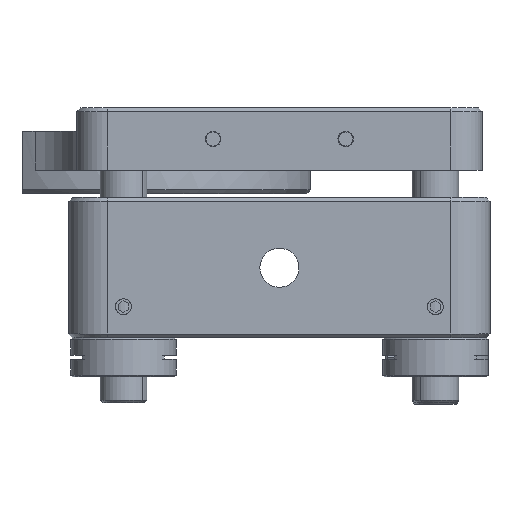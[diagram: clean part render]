
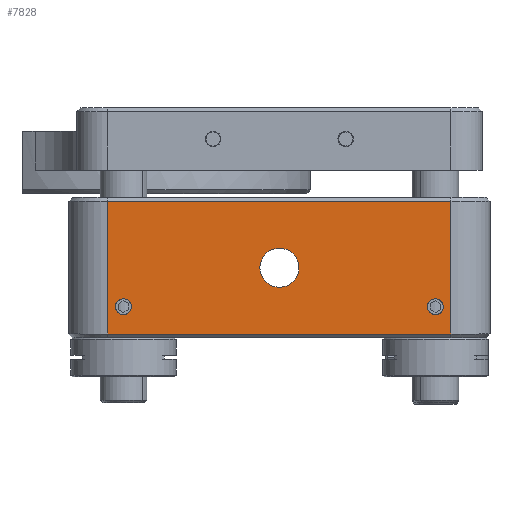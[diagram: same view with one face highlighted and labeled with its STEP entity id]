
A CAD part, front view. The second image highlights one B-rep face of the part: STEP entity #7828.
In plain terms, the highlighted planar face has unit normal (0, -1, 0).
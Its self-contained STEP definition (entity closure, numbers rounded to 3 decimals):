
#96 = CARTESIAN_POINT ( 'NONE',  ( -20., -27., -24.475 ) ) ;
#116 = ORIENTED_EDGE ( 'NONE', *, *, #2326, .F. ) ;
#304 = LINE ( 'NONE', #2331, #6900 ) ;
#506 = AXIS2_PLACEMENT_3D ( 'NONE', #5744, #13927, #2257 ) ;
#627 = CIRCLE ( 'NONE', #7206, 1.025 ) ;
#746 = ORIENTED_EDGE ( 'NONE', *, *, #4179, .T. ) ;
#792 = CARTESIAN_POINT ( 'NONE',  ( -27., -27., -11.5 ) ) ;
#793 = AXIS2_PLACEMENT_3D ( 'NONE', #3056, #8929, #12400 ) ;
#889 = VECTOR ( 'NONE', #5826, 1000. ) ;
#959 = ORIENTED_EDGE ( 'NONE', *, *, #14521, .F. ) ;
#1223 = CARTESIAN_POINT ( 'NONE',  ( -20., -27., -26.525 ) ) ;
#1295 = CARTESIAN_POINT ( 'NONE',  ( -22., -27., -11.5 ) ) ;
#1392 = VERTEX_POINT ( 'NONE', #10329 ) ;
#1744 = CARTESIAN_POINT ( 'NONE',  ( 20., -27., -25.5 ) ) ;
#1848 = ORIENTED_EDGE ( 'NONE', *, *, #3826, .F. ) ;
#1955 = DIRECTION ( 'NONE',  ( -1., 0., 0. ) ) ;
#2072 = VERTEX_POINT ( 'NONE', #8117 ) ;
#2165 = AXIS2_PLACEMENT_3D ( 'NONE', #792, #13797, #9000 ) ;
#2257 = DIRECTION ( 'NONE',  ( -1., 0., 0. ) ) ;
#2326 = EDGE_CURVE ( 'NONE', #11817, #3270, #8826, .T. ) ;
#2331 = CARTESIAN_POINT ( 'NONE',  ( -22., -27., -12. ) ) ;
#2420 = CARTESIAN_POINT ( 'NONE',  ( -20., -27., -25.5 ) ) ;
#2526 = EDGE_CURVE ( 'NONE', #1392, #14717, #4058, .T. ) ;
#2622 = DIRECTION ( 'NONE',  ( 0., -1., 0. ) ) ;
#3056 = CARTESIAN_POINT ( 'NONE',  ( 20., -27., -25.5 ) ) ;
#3270 = VERTEX_POINT ( 'NONE', #96 ) ;
#3387 = CARTESIAN_POINT ( 'NONE',  ( 22., -27., -11.5 ) ) ;
#3823 = CARTESIAN_POINT ( 'NONE',  ( 0., -27., -23. ) ) ;
#3826 = EDGE_CURVE ( 'NONE', #3270, #11817, #7140, .T. ) ;
#4058 = CIRCLE ( 'NONE', #793, 1.025 ) ;
#4158 = LINE ( 'NONE', #3387, #5790 ) ;
#4179 = EDGE_CURVE ( 'NONE', #5731, #12922, #12075, .T. ) ;
#4256 = PLANE ( 'NONE',  #2165 ) ;
#4486 = VERTEX_POINT ( 'NONE', #10268 ) ;
#4990 = FACE_OUTER_BOUND ( 'NONE', #5188, .T. ) ;
#5188 = EDGE_LOOP ( 'NONE', ( #9781, #5405, #6271, #14334 ) ) ;
#5275 = VECTOR ( 'NONE', #11531, 1000. ) ;
#5286 = EDGE_CURVE ( 'NONE', #2072, #13830, #7450, .T. ) ;
#5405 = ORIENTED_EDGE ( 'NONE', *, *, #9879, .T. ) ;
#5549 = FACE_BOUND ( 'NONE', #14884, .T. ) ;
#5706 = DIRECTION ( 'NONE',  ( -1., 0., 0. ) ) ;
#5731 = VERTEX_POINT ( 'NONE', #3823 ) ;
#5744 = CARTESIAN_POINT ( 'NONE',  ( 0., -27., -20.5 ) ) ;
#5790 = VECTOR ( 'NONE', #7931, 1000. ) ;
#5826 = DIRECTION ( 'NONE',  ( 0., 0., -1. ) ) ;
#5905 = AXIS2_PLACEMENT_3D ( 'NONE', #2420, #11637, #10631 ) ;
#6113 = EDGE_CURVE ( 'NONE', #13830, #4486, #4158, .T. ) ;
#6271 = ORIENTED_EDGE ( 'NONE', *, *, #9398, .T. ) ;
#6553 = CARTESIAN_POINT ( 'NONE',  ( 20., -27., -24.475 ) ) ;
#6668 = AXIS2_PLACEMENT_3D ( 'NONE', #10925, #2622, #13065 ) ;
#6855 = CIRCLE ( 'NONE', #506, 2.5 ) ;
#6900 = VECTOR ( 'NONE', #5706, 1000. ) ;
#7093 = VERTEX_POINT ( 'NONE', #14588 ) ;
#7140 = CIRCLE ( 'NONE', #5905, 1.025 ) ;
#7206 = AXIS2_PLACEMENT_3D ( 'NONE', #1744, #7472, #9940 ) ;
#7274 = LINE ( 'NONE', #1295, #889 ) ;
#7450 = LINE ( 'NONE', #13932, #5275 ) ;
#7472 = DIRECTION ( 'NONE',  ( 0., -1., 0. ) ) ;
#7828 = ADVANCED_FACE ( 'NONE', ( #5549, #9937, #8123, #4990 ), #4256, .F. ) ;
#7931 = DIRECTION ( 'NONE',  ( 0., 0., 1. ) ) ;
#8117 = CARTESIAN_POINT ( 'NONE',  ( -22., -27., -29. ) ) ;
#8123 = FACE_BOUND ( 'NONE', #12568, .T. ) ;
#8271 = AXIS2_PLACEMENT_3D ( 'NONE', #10056, #8816, #1955 ) ;
#8816 = DIRECTION ( 'NONE',  ( 0., 1., 0. ) ) ;
#8826 = CIRCLE ( 'NONE', #6668, 1.025 ) ;
#8929 = DIRECTION ( 'NONE',  ( 0., -1., 0. ) ) ;
#9000 = DIRECTION ( 'NONE',  ( -1., 0., 0. ) ) ;
#9398 = EDGE_CURVE ( 'NONE', #7093, #2072, #7274, .T. ) ;
#9781 = ORIENTED_EDGE ( 'NONE', *, *, #6113, .T. ) ;
#9879 = EDGE_CURVE ( 'NONE', #4486, #7093, #304, .T. ) ;
#9937 = FACE_BOUND ( 'NONE', #14264, .T. ) ;
#9940 = DIRECTION ( 'NONE',  ( 0., 0., 1. ) ) ;
#10020 = ORIENTED_EDGE ( 'NONE', *, *, #2526, .F. ) ;
#10056 = CARTESIAN_POINT ( 'NONE',  ( 0., -27., -20.5 ) ) ;
#10268 = CARTESIAN_POINT ( 'NONE',  ( 22., -27., -12. ) ) ;
#10329 = CARTESIAN_POINT ( 'NONE',  ( 20., -27., -26.525 ) ) ;
#10347 = CARTESIAN_POINT ( 'NONE',  ( 22., -27., -29. ) ) ;
#10393 = CARTESIAN_POINT ( 'NONE',  ( 0., -27., -18. ) ) ;
#10631 = DIRECTION ( 'NONE',  ( 0., 0., 1. ) ) ;
#10843 = EDGE_CURVE ( 'NONE', #12922, #5731, #6855, .T. ) ;
#10925 = CARTESIAN_POINT ( 'NONE',  ( -20., -27., -25.5 ) ) ;
#11099 = ORIENTED_EDGE ( 'NONE', *, *, #10843, .T. ) ;
#11531 = DIRECTION ( 'NONE',  ( 1., 0., 0. ) ) ;
#11637 = DIRECTION ( 'NONE',  ( 0., -1., 0. ) ) ;
#11817 = VERTEX_POINT ( 'NONE', #1223 ) ;
#12075 = CIRCLE ( 'NONE', #8271, 2.5 ) ;
#12400 = DIRECTION ( 'NONE',  ( 0., 0., 1. ) ) ;
#12568 = EDGE_LOOP ( 'NONE', ( #746, #11099 ) ) ;
#12922 = VERTEX_POINT ( 'NONE', #10393 ) ;
#13065 = DIRECTION ( 'NONE',  ( 0., 0., 1. ) ) ;
#13797 = DIRECTION ( 'NONE',  ( 0., 1., 0. ) ) ;
#13830 = VERTEX_POINT ( 'NONE', #10347 ) ;
#13927 = DIRECTION ( 'NONE',  ( 0., 1., 0. ) ) ;
#13932 = CARTESIAN_POINT ( 'NONE',  ( -27., -27., -29. ) ) ;
#14264 = EDGE_LOOP ( 'NONE', ( #1848, #116 ) ) ;
#14334 = ORIENTED_EDGE ( 'NONE', *, *, #5286, .T. ) ;
#14521 = EDGE_CURVE ( 'NONE', #14717, #1392, #627, .T. ) ;
#14588 = CARTESIAN_POINT ( 'NONE',  ( -22., -27., -12. ) ) ;
#14717 = VERTEX_POINT ( 'NONE', #6553 ) ;
#14884 = EDGE_LOOP ( 'NONE', ( #959, #10020 ) ) ;
